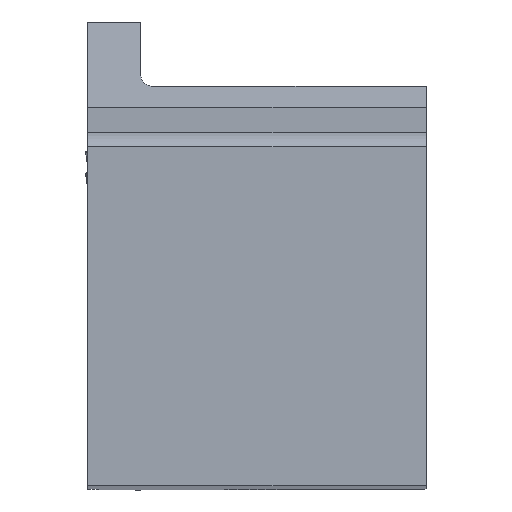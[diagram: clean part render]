
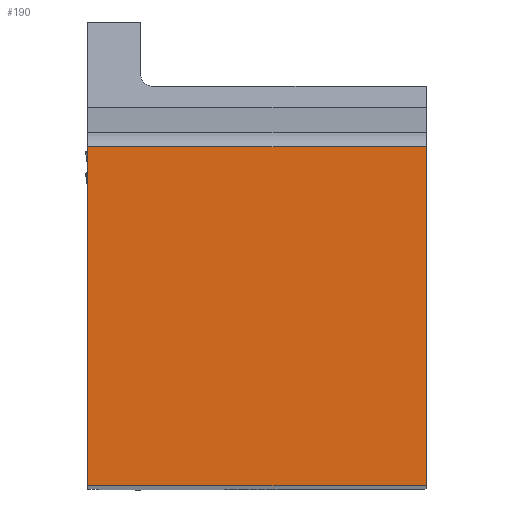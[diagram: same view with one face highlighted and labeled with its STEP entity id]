
A CAD part, top view. The second image highlights one B-rep face of the part: STEP entity #190.
In plain terms, the highlighted planar face has unit normal (0, 0, 1).
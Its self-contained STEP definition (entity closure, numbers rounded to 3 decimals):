
#190=ADVANCED_FACE('',(#373),#299,.T.);
#299=PLANE('',#2807);
#373=FACE_OUTER_BOUND('',#503,.T.);
#503=EDGE_LOOP('',(#842,#843,#844,#845));
#842=ORIENTED_EDGE('',*,*,#1734,.F.);
#843=ORIENTED_EDGE('',*,*,#1708,.F.);
#844=ORIENTED_EDGE('',*,*,#1737,.F.);
#845=ORIENTED_EDGE('',*,*,#1719,.F.);
#1421=VERTEX_POINT('',#4560);
#1422=VERTEX_POINT('',#4562);
#1431=VERTEX_POINT('',#4584);
#1432=VERTEX_POINT('',#4585);
#1708=EDGE_CURVE('',#1421,#1422,#2314,.T.);
#1719=EDGE_CURVE('',#1431,#1432,#2324,.T.);
#1734=EDGE_CURVE('',#1422,#1431,#2336,.T.);
#1737=EDGE_CURVE('',#1432,#1421,#2337,.T.);
#2314=LINE('',#4561,#2516);
#2324=LINE('',#4583,#2526);
#2336=LINE('',#4612,#2538);
#2337=LINE('',#4618,#2539);
#2516=VECTOR('',#3167,1.);
#2526=VECTOR('',#3183,1.);
#2538=VECTOR('',#3203,1.);
#2539=VECTOR('',#3210,1.);
#2807=AXIS2_PLACEMENT_3D('',#4619,#3211,#3212);
#3167=DIRECTION('',(0.,-1.,0.));
#3183=DIRECTION('',(0.,1.,0.));
#3203=DIRECTION('',(-1.,0.,0.));
#3210=DIRECTION('',(1.,0.,0.));
#3211=DIRECTION('',(0.,0.,1.));
#3212=DIRECTION('',(-1.,0.,0.));
#4560=CARTESIAN_POINT('',(0.,15.875,0.));
#4561=CARTESIAN_POINT('',(0.,15.875,0.));
#4562=CARTESIAN_POINT('',(0.,0.,0.));
#4583=CARTESIAN_POINT('',(-15.875,0.,0.));
#4584=CARTESIAN_POINT('',(-15.875,0.,0.));
#4585=CARTESIAN_POINT('',(-15.875,15.875,0.));
#4612=CARTESIAN_POINT('',(0.,0.,0.));
#4618=CARTESIAN_POINT('',(-15.875,15.875,0.));
#4619=CARTESIAN_POINT('',(-7.938,7.938,0.));
